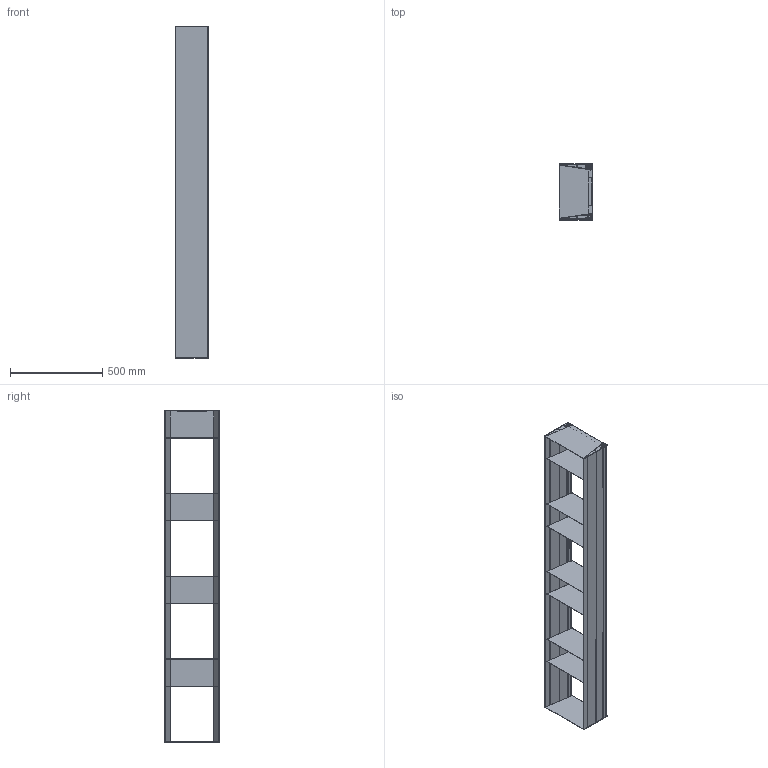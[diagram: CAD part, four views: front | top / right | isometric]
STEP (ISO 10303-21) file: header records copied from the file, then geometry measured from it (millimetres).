
FILE_DESCRIPTION(('STEP AP214'),'1');
FILE_NAME('rregal 1800.STP','2023-11-23T10:18:10',(' '),(' '),'Spatial InterOp 3D',' ',' ');
FILE_SCHEMA(('AUTOMOTIVE_DESIGN { 1 0 10303 214 1 1 1 1 }'));
Length unit declared in the file: millimetre
Products named in the file (1): Solt_r M_bel 1800|Fachbodeneinheit Solit__re#Fachbodeneinheit Solit_re|Solit__re-Board#Solit_re-Board;Solit_re-Board
Bounding box: 180.5 x 301 x 1800 mm (x, y, z)
Volume: 5429487.8 mm3; surface area: 5255720.8 mm2
Topology: 37 solids, 37 shells, 1420 faces, 3942 edges, 2596 vertices
Faces by surface type: plane 674, cylinder 668, cone 64, bspline 14
Entity records: 46620 total; most frequent: DIRECTION 8236, CARTESIAN_POINT 8233, ORIENTED_EDGE 7884, EDGE_CURVE 3942, AXIS2_PLACEMENT_3D 2879, VERTEX_POINT 2596, LINE 2478, VECTOR 2478
